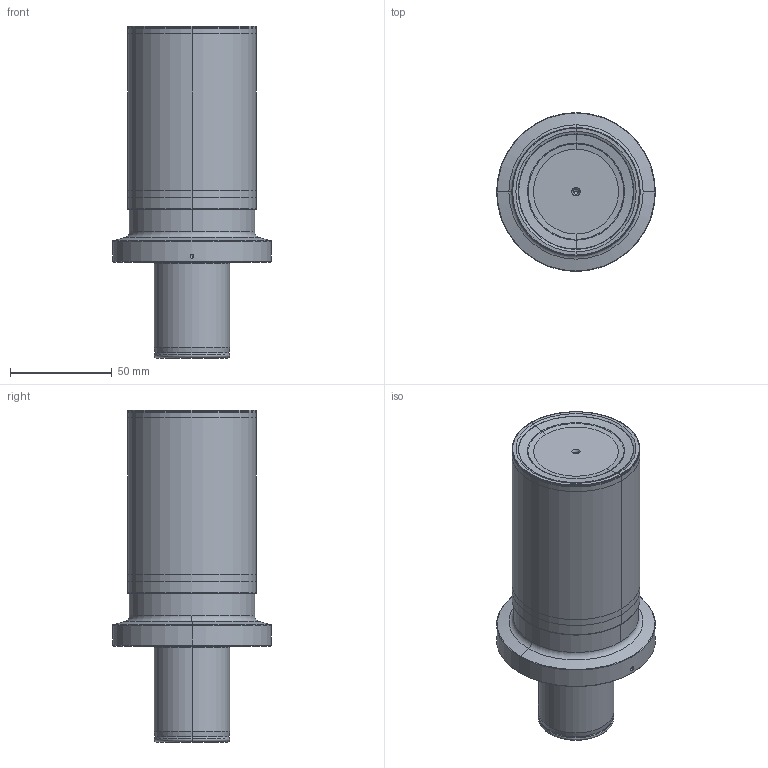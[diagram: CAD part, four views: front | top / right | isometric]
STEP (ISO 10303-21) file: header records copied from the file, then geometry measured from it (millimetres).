
FILE_DESCRIPTION((''),'2;1');
FILE_NAME('22J3C063090Z5R00__ASM','2010-01-21T',('arcalean_pc'),(''),'PRO/ENGINEER BY PARAMETRIC TECHNOLOGY CORPORATION, 2009380','PRO/ENGINEER BY PARAMETRIC TECHNOLOGY CORPORATION, 2009380','');
FILE_SCHEMA(('CONFIG_CONTROL_DESIGN'));
Length unit declared in the file: millimetre
Products named in the file (3): 22J3C063090Z5R00_HSG; SCHNEIDE; 22J3C063090Z5R00__ASM
Assembly tree (2 placements, depth 2):
  22J3C063090Z5R00__ASM
    22J3C063090Z5R00_HSG
    SCHNEIDE
Bounding box: 78 x 78 x 163 mm (x, y, z)
Volume: 411655.5 mm3; surface area: 71084.7 mm2
Topology: 1 solids, 2 shells, 86 faces, 176 edges, 92 vertices
Faces by surface type: revolution 44, cone 14, torus 12, cylinder 12, plane 4
Entity records: 4959 total; most frequent: CARTESIAN_POINT 3107, DIRECTION 364, ORIENTED_EDGE 344, EDGE_CURVE 172, AXIS2_PLACEMENT_3D 147, CIRCLE 100, VERTEX_POINT 92, EDGE_LOOP 90
